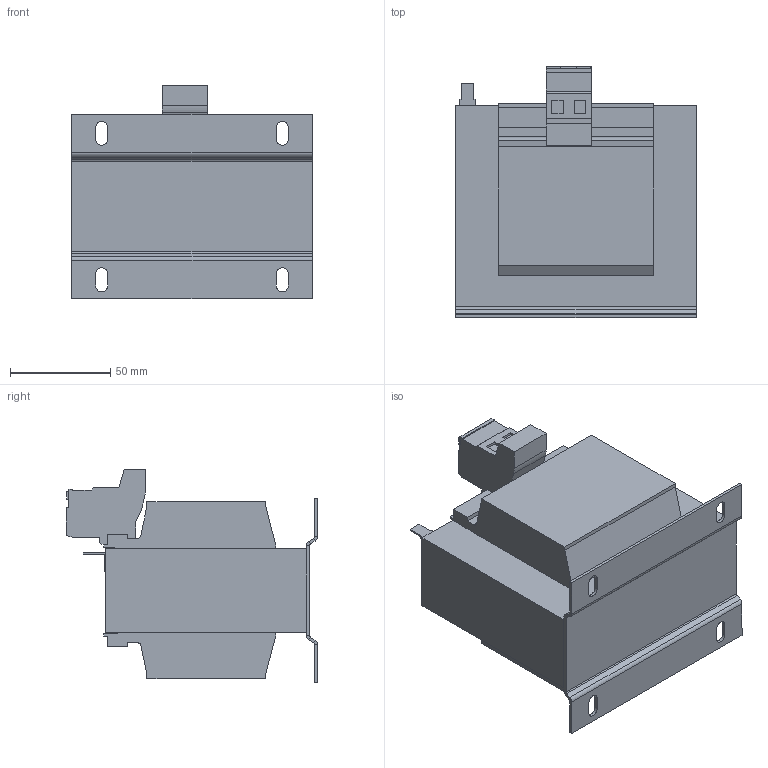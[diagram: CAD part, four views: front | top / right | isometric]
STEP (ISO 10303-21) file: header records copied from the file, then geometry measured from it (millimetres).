
FILE_DESCRIPTION (( 'STEP AP214' ), '1' );
FILE_NAME ('865832.STEP', '2024-04-08T09:08:47', ( '' ), ( '' ), 'SwSTEP 2.0', 'SolidWorks 2022', '' );
FILE_SCHEMA (( 'AUTOMOTIVE_DESIGN' ));
Length unit declared in the file: millimetre
Products named in the file (1): 865832
Bounding box: 120 x 125.2 x 106.5 mm (x, y, z)
Volume: 784004.5 mm3; surface area: 81753.9 mm2
Topology: 1 solids, 1 shells, 176 faces, 450 edges, 288 vertices
Faces by surface type: plane 153, cylinder 23
Entity records: 5262 total; most frequent: CARTESIAN_POINT 915, ORIENTED_EDGE 900, DIRECTION 850, EDGE_CURVE 450, LINE 404, VECTOR 404, VERTEX_POINT 288, AXIS2_PLACEMENT_3D 223
